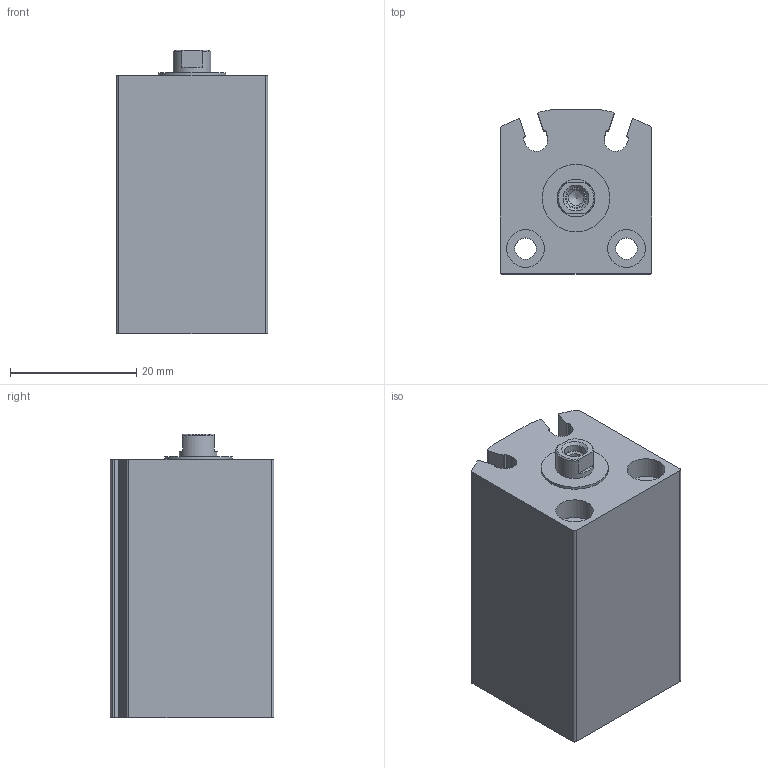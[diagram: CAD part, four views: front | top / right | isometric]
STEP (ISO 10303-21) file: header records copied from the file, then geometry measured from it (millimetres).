
FILE_DESCRIPTION(/* description */ ('STEP AP214'),/* implementation_level */ '2;1');
FILE_NAME(/* name */ '188089_ADVC-12-10-I-P-A',/* time_stamp */ '2024-08-01T20:19:31+02:00',/* author */ ('License CC BY-ND 4.0'),/* organization */ ('CADENAS'),/* preprocessor_version */ 'ST-DEVELOPER v19.3',/* originating_system */ 'PARTsolutions',/* authorisation */ ' ');
FILE_SCHEMA (('AUTOMOTIVE_DESIGN {1 0 10303 214 3 1 1}'));
Length unit declared in the file: millimetre
Products named in the file (3): 188089 ADVC-12-10-I-P-A---(asm_0); 188089 ADVC-12-10-I-P-A---(ZR); 188089 ADVC-12-10-I-P-A---(K)
Assembly tree (2 placements, depth 2):
  188089 ADVC-12-10-I-P-A---(asm_0)
    188089 ADVC-12-10-I-P-A---(ZR)
    188089 ADVC-12-10-I-P-A---(K)
Bounding box: 24 x 26 x 45 mm (x, y, z)
Volume: 21543.2 mm3; surface area: 8484 mm2
Topology: 2 solids, 2 shells, 71 faces, 171 edges, 113 vertices
Faces by surface type: cylinder 35, plane 29, cone 7
Full cylindrical faces by diameter (mm): 2.459 x1, 3.3 x1, 3.4 x2, 4.134 x2, 6 x4, 10.7 x1, 12 x2
Entity records: 2065 total; most frequent: DIRECTION 372, CARTESIAN_POINT 345, ORIENTED_EDGE 298, AXIS2_PLACEMENT_3D 153, EDGE_CURVE 149, VERTEX_POINT 110, FACE_BOUND 103, EDGE_LOOP 102
